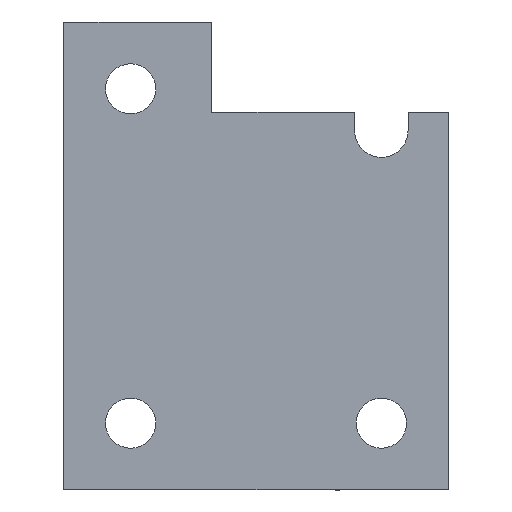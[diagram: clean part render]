
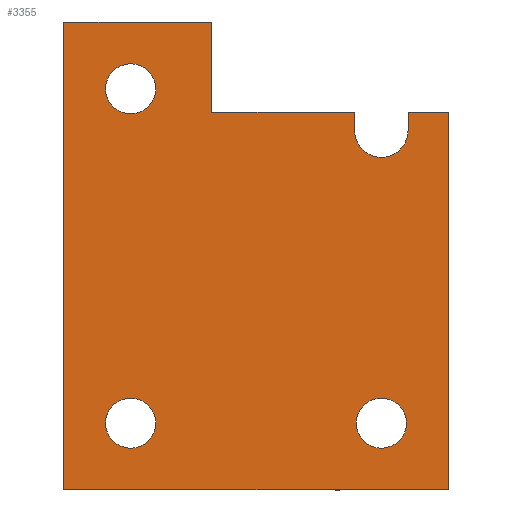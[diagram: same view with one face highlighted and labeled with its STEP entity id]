
A CAD part, front view. The second image highlights one B-rep face of the part: STEP entity #3355.
In plain terms, the highlighted planar face has unit normal (0, -1, 0).
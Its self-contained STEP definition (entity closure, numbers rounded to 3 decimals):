
#242=FACE_BOUND('',#446,.T.);
#243=FACE_BOUND('',#447,.T.);
#244=FACE_BOUND('',#448,.T.);
#262=FACE_OUTER_BOUND('',#445,.T.);
#445=EDGE_LOOP('',(#2231,#2232,#2233,#2234,#2235,#2236,#2237,#2238,#2239,
#2240));
#446=EDGE_LOOP('',(#2241));
#447=EDGE_LOOP('',(#2242));
#448=EDGE_LOOP('',(#2243));
#648=CIRCLE('',#3559,1.6);
#649=CIRCLE('',#3560,1.5);
#650=CIRCLE('',#3561,1.5);
#651=CIRCLE('',#3562,1.5);
#664=LINE('',#4366,#1025);
#665=LINE('',#4368,#1026);
#666=LINE('',#4370,#1027);
#667=LINE('',#4372,#1028);
#668=LINE('',#4374,#1029);
#669=LINE('',#4376,#1030);
#670=LINE('',#4378,#1031);
#671=LINE('',#4382,#1032);
#672=LINE('',#4383,#1033);
#1025=VECTOR('',#3714,10.);
#1026=VECTOR('',#3715,10.);
#1027=VECTOR('',#3716,10.);
#1028=VECTOR('',#3717,10.);
#1029=VECTOR('',#3718,10.);
#1030=VECTOR('',#3719,10.);
#1031=VECTOR('',#3720,10.);
#1032=VECTOR('',#3723,10.);
#1033=VECTOR('',#3724,10.);
#1386=VERTEX_POINT('',#4364);
#1387=VERTEX_POINT('',#4365);
#1388=VERTEX_POINT('',#4367);
#1389=VERTEX_POINT('',#4369);
#1390=VERTEX_POINT('',#4371);
#1391=VERTEX_POINT('',#4373);
#1392=VERTEX_POINT('',#4375);
#1393=VERTEX_POINT('',#4377);
#1394=VERTEX_POINT('',#4379);
#1395=VERTEX_POINT('',#4381);
#1396=VERTEX_POINT('',#4384);
#1397=VERTEX_POINT('',#4386);
#1398=VERTEX_POINT('',#4388);
#1724=EDGE_CURVE('',#1386,#1387,#664,.T.);
#1725=EDGE_CURVE('',#1388,#1386,#665,.T.);
#1726=EDGE_CURVE('',#1389,#1388,#666,.T.);
#1727=EDGE_CURVE('',#1390,#1389,#667,.T.);
#1728=EDGE_CURVE('',#1391,#1390,#668,.T.);
#1729=EDGE_CURVE('',#1392,#1391,#669,.T.);
#1730=EDGE_CURVE('',#1393,#1392,#670,.T.);
#1731=EDGE_CURVE('',#1394,#1393,#648,.T.);
#1732=EDGE_CURVE('',#1395,#1394,#671,.T.);
#1733=EDGE_CURVE('',#1387,#1395,#672,.T.);
#1734=EDGE_CURVE('',#1396,#1396,#649,.T.);
#1735=EDGE_CURVE('',#1397,#1397,#650,.T.);
#1736=EDGE_CURVE('',#1398,#1398,#651,.T.);
#2231=ORIENTED_EDGE('',*,*,#1724,.F.);
#2232=ORIENTED_EDGE('',*,*,#1725,.F.);
#2233=ORIENTED_EDGE('',*,*,#1726,.F.);
#2234=ORIENTED_EDGE('',*,*,#1727,.F.);
#2235=ORIENTED_EDGE('',*,*,#1728,.F.);
#2236=ORIENTED_EDGE('',*,*,#1729,.F.);
#2237=ORIENTED_EDGE('',*,*,#1730,.F.);
#2238=ORIENTED_EDGE('',*,*,#1731,.F.);
#2239=ORIENTED_EDGE('',*,*,#1732,.F.);
#2240=ORIENTED_EDGE('',*,*,#1733,.F.);
#2241=ORIENTED_EDGE('',*,*,#1734,.F.);
#2242=ORIENTED_EDGE('',*,*,#1735,.F.);
#2243=ORIENTED_EDGE('',*,*,#1736,.F.);
#3245=PLANE('',#3558);
#3355=ADVANCED_FACE('',(#262,#242,#243,#244),#3245,.F.);
#3558=AXIS2_PLACEMENT_3D('',#4363,#3712,#3713);
#3559=AXIS2_PLACEMENT_3D('',#4380,#3721,#3722);
#3560=AXIS2_PLACEMENT_3D('',#4385,#3725,#3726);
#3561=AXIS2_PLACEMENT_3D('',#4387,#3727,#3728);
#3562=AXIS2_PLACEMENT_3D('',#4389,#3729,#3730);
#3712=DIRECTION('center_axis',(0.,1.,0.));
#3713=DIRECTION('ref_axis',(0.,0.,1.));
#3714=DIRECTION('',(0.,0.,-1.));
#3715=DIRECTION('',(1.,0.,0.));
#3716=DIRECTION('',(0.,0.,1.));
#3717=DIRECTION('',(-1.,0.,0.));
#3718=DIRECTION('',(0.,0.,-1.));
#3719=DIRECTION('',(1.,0.,0.));
#3720=DIRECTION('',(0.,0.,1.));
#3721=DIRECTION('center_axis',(0.,-1.,0.));
#3722=DIRECTION('ref_axis',(0.,0.,-1.));
#3723=DIRECTION('',(0.,0.,-1.));
#3724=DIRECTION('',(1.,0.,0.));
#3725=DIRECTION('center_axis',(0.,-1.,0.));
#3726=DIRECTION('ref_axis',(0.,0.,-1.));
#3727=DIRECTION('center_axis',(0.,-1.,0.));
#3728=DIRECTION('ref_axis',(0.,0.,-1.));
#3729=DIRECTION('center_axis',(0.,-1.,0.));
#3730=DIRECTION('ref_axis',(0.,0.,-1.));
#4363=CARTESIAN_POINT('Origin',(0.,-21.568,
-19.8));
#4364=CARTESIAN_POINT('',(-2.65,-21.568,-5.8));
#4365=CARTESIAN_POINT('',(-2.65,-21.568,-11.2));
#4366=CARTESIAN_POINT('',(-2.65,-21.568,-15.5));
#4367=CARTESIAN_POINT('',(-11.5,-21.568,-5.8));
#4368=CARTESIAN_POINT('',(18.675,-21.568,-5.8));
#4369=CARTESIAN_POINT('',(-11.5,-21.568,-33.8));
#4370=CARTESIAN_POINT('',(-11.5,-21.568,-19.8));
#4371=CARTESIAN_POINT('',(11.5,-21.568,-33.8));
#4372=CARTESIAN_POINT('',(18.675,-21.568,-33.8));
#4373=CARTESIAN_POINT('',(11.5,-21.568,-11.2));
#4374=CARTESIAN_POINT('',(11.5,-21.568,-19.8));
#4375=CARTESIAN_POINT('',(9.1,-21.568,-11.2));
#4376=CARTESIAN_POINT('',(0.,-21.568,-11.2));
#4377=CARTESIAN_POINT('',(9.1,-21.568,-12.3));
#4378=CARTESIAN_POINT('',(9.1,-21.568,-14.8));
#4379=CARTESIAN_POINT('',(5.9,-21.568,-12.3));
#4380=CARTESIAN_POINT('Origin',(7.5,-21.568,-12.3));
#4381=CARTESIAN_POINT('',(5.9,-21.568,-11.2));
#4382=CARTESIAN_POINT('',(5.9,-21.568,-14.8));
#4383=CARTESIAN_POINT('',(0.,-21.568,-11.2));
#4384=CARTESIAN_POINT('',(7.5,-21.568,-28.3));
#4385=CARTESIAN_POINT('Origin',(7.5,-21.568,-29.8));
#4386=CARTESIAN_POINT('',(-7.5,-21.568,-28.3));
#4387=CARTESIAN_POINT('Origin',(-7.5,-21.568,-29.8));
#4388=CARTESIAN_POINT('',(-7.5,-21.568,-8.3));
#4389=CARTESIAN_POINT('Origin',(-7.5,-21.568,-9.8));
